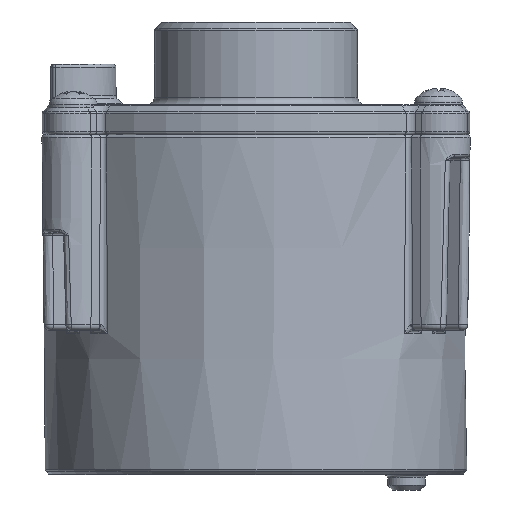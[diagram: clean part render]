
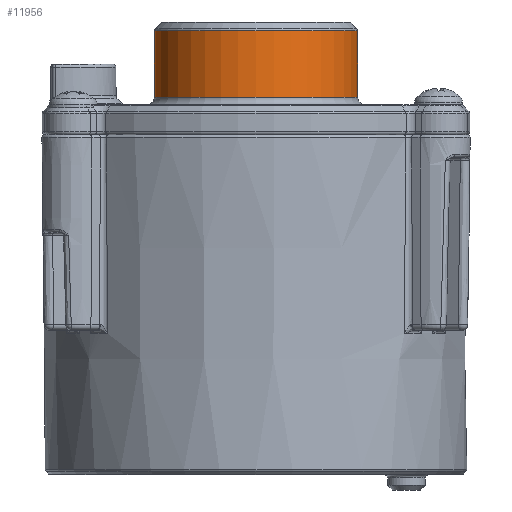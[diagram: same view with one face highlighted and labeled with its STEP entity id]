
A CAD part, front view. The second image highlights one B-rep face of the part: STEP entity #11956.
In plain terms, the highlighted cylindrical face has radius 6.75 mm (diameter 13.5 mm), a full revolution.
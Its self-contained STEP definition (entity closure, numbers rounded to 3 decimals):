
#2196=CYLINDRICAL_SURFACE('',#13249,6.75);
#2425=FACE_BOUND('',#3769,.T.);
#2941=FACE_OUTER_BOUND('',#3768,.T.);
#3768=EDGE_LOOP('',(#9998));
#3769=EDGE_LOOP('',(#9999));
#4538=CIRCLE('',#13096,6.75);
#4640=CIRCLE('',#13232,6.75);
#5582=VERTEX_POINT('',#28850);
#5702=VERTEX_POINT('',#29302);
#7065=EDGE_CURVE('',#5582,#5582,#4538,.T.);
#7193=EDGE_CURVE('',#5702,#5702,#4640,.T.);
#9998=ORIENTED_EDGE('',*,*,#7065,.T.);
#9999=ORIENTED_EDGE('',*,*,#7193,.T.);
#11956=ADVANCED_FACE('',(#2941,#2425),#2196,.T.);
#13096=AXIS2_PLACEMENT_3D('',#28851,#15782,#15783);
#13232=AXIS2_PLACEMENT_3D('',#29303,#16062,#16063);
#13249=AXIS2_PLACEMENT_3D('',#29333,#16100,#16101);
#15782=DIRECTION('center_axis',(0.,0.,-1.));
#15783=DIRECTION('ref_axis',(1.,0.,0.));
#16062=DIRECTION('center_axis',(0.,0.,1.));
#16063=DIRECTION('ref_axis',(1.,0.,0.));
#16100=DIRECTION('center_axis',(0.,0.,-1.));
#16101=DIRECTION('ref_axis',(-1.,0.,0.));
#28850=CARTESIAN_POINT('',(6.75,0.,6.917));
#28851=CARTESIAN_POINT('Origin',(0.,0.,6.917));
#29302=CARTESIAN_POINT('',(6.75,0.,2.5));
#29303=CARTESIAN_POINT('Origin',(0.,0.,2.5));
#29333=CARTESIAN_POINT('Origin',(0.,0.,7.5));
